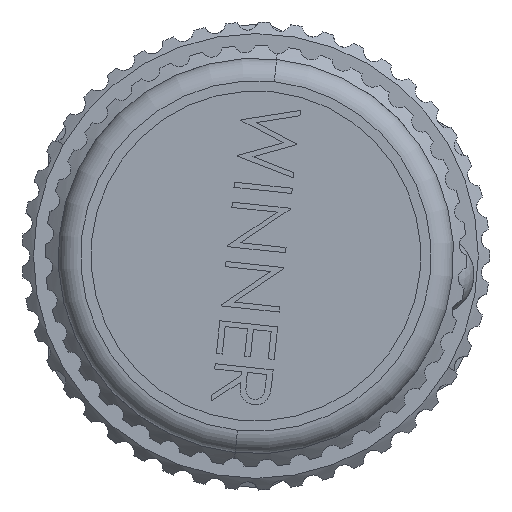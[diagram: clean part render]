
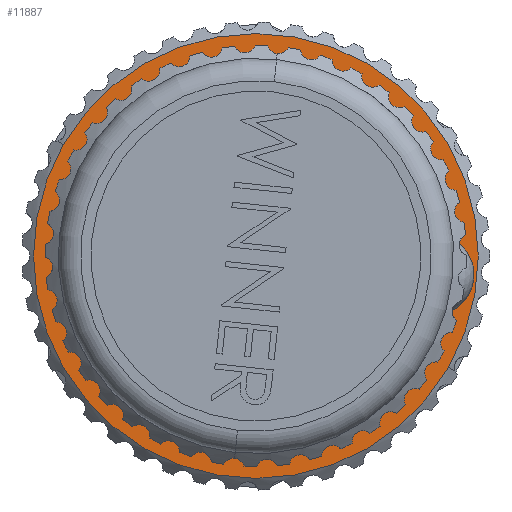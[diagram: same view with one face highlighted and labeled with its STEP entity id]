
A CAD part, left-side view. The second image highlights one B-rep face of the part: STEP entity #11887.
In plain terms, the highlighted planar face has unit normal (-1, 0, 0).
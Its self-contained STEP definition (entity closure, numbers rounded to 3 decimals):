
#4017 = CARTESIAN_POINT ( 'NONE',  ( -7.9, 0., 0. ) ) ;
#7120 = ORIENTED_EDGE ( 'NONE', *, *, #46203, .F. ) ;
#9492 = AXIS2_PLACEMENT_3D ( 'NONE', #4017, #50149, #57817 ) ;
#11225 = DIRECTION ( 'NONE',  ( 0., -0.866, -0.5 ) ) ;
#11887 = ADVANCED_FACE ( 'NONE', ( #48690, #15224 ), #54495, .T. ) ;
#15224 = FACE_OUTER_BOUND ( 'NONE', #73831, .T. ) ;
#15522 = CARTESIAN_POINT ( 'NONE',  ( -7.9, 7.413, 4.28 ) ) ;
#17922 = DIRECTION ( 'NONE',  ( -1., 0., 0. ) ) ;
#20898 = CIRCLE ( 'NONE', #9492, 8.56 ) ;
#21900 = CARTESIAN_POINT ( 'NONE',  ( -7.9, 0., 0. ) ) ;
#25415 = AXIS2_PLACEMENT_3D ( 'NONE', #21900, #98455, #60297 ) ;
#29153 = DIRECTION ( 'NONE',  ( -1., 0., 0. ) ) ;
#29877 = AXIS2_PLACEMENT_3D ( 'NONE', #51897, #29153, #30129 ) ;
#30097 = EDGE_CURVE ( 'NONE', #95397, #31487, #57348, .T. ) ;
#30129 = DIRECTION ( 'NONE',  ( 0., -0.866, -0.5 ) ) ;
#31487 = VERTEX_POINT ( 'NONE', #34323 ) ;
#32460 = CARTESIAN_POINT ( 'NONE',  ( -7.9, -13.25, -7.65 ) ) ;
#33019 = AXIS2_PLACEMENT_3D ( 'NONE', #55481, #77913, #93295 ) ;
#34323 = CARTESIAN_POINT ( 'NONE',  ( -7.9, 13.25, 7.65 ) ) ;
#39409 = VERTEX_POINT ( 'NONE', #50765 ) ;
#42371 = EDGE_CURVE ( 'NONE', #31487, #95397, #52123, .T. ) ;
#46203 = EDGE_CURVE ( 'NONE', #57641, #39409, #20898, .T. ) ;
#46364 = ORIENTED_EDGE ( 'NONE', *, *, #42371, .T. ) ;
#48690 = FACE_BOUND ( 'NONE', #55672, .T. ) ;
#50149 = DIRECTION ( 'NONE',  ( -1., 0., 0. ) ) ;
#50225 = ORIENTED_EDGE ( 'NONE', *, *, #30097, .T. ) ;
#50765 = CARTESIAN_POINT ( 'NONE',  ( -7.9, -7.413, -4.28 ) ) ;
#51226 = ORIENTED_EDGE ( 'NONE', *, *, #91997, .F. ) ;
#51897 = CARTESIAN_POINT ( 'NONE',  ( -7.9, 0., 0. ) ) ;
#52123 = CIRCLE ( 'NONE', #25415, 15.3 ) ;
#54495 = PLANE ( 'NONE',  #33019 ) ;
#55481 = CARTESIAN_POINT ( 'NONE',  ( -7.9, 0., 0. ) ) ;
#55672 = EDGE_LOOP ( 'NONE', ( #51226, #7120 ) ) ;
#57348 = CIRCLE ( 'NONE', #94298, 15.3 ) ;
#57641 = VERTEX_POINT ( 'NONE', #15522 ) ;
#57817 = DIRECTION ( 'NONE',  ( 0., -0.866, -0.5 ) ) ;
#60297 = DIRECTION ( 'NONE',  ( 0., -0.866, -0.5 ) ) ;
#73831 = EDGE_LOOP ( 'NONE', ( #46364, #50225 ) ) ;
#74411 = CIRCLE ( 'NONE', #29877, 8.56 ) ;
#77913 = DIRECTION ( 'NONE',  ( -1., 0., 0. ) ) ;
#91997 = EDGE_CURVE ( 'NONE', #39409, #57641, #74411, .T. ) ;
#93295 = DIRECTION ( 'NONE',  ( 0., -0.866, -0.5 ) ) ;
#94298 = AXIS2_PLACEMENT_3D ( 'NONE', #95121, #17922, #11225 ) ;
#95121 = CARTESIAN_POINT ( 'NONE',  ( -7.9, 0., 0. ) ) ;
#95397 = VERTEX_POINT ( 'NONE', #32460 ) ;
#98455 = DIRECTION ( 'NONE',  ( -1., 0., 0. ) ) ;
